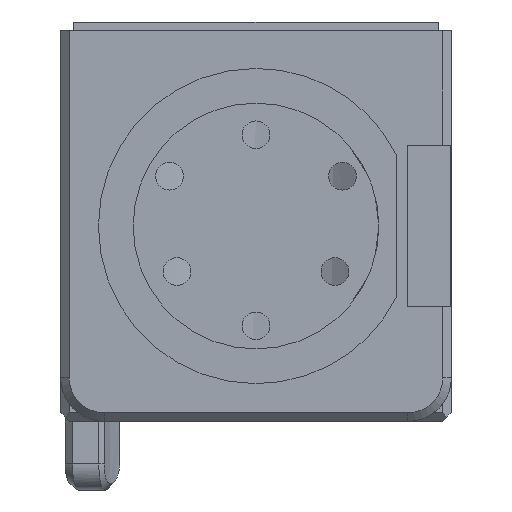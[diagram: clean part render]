
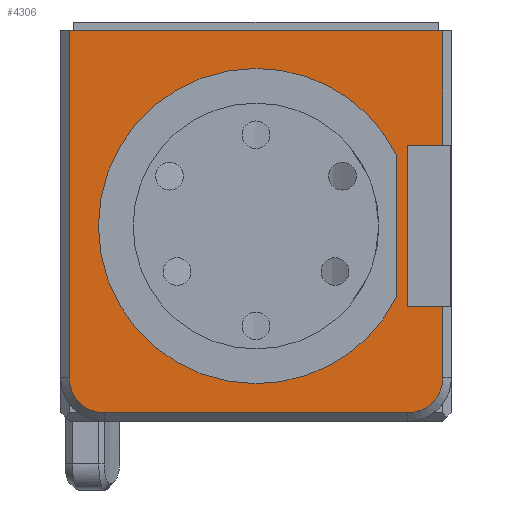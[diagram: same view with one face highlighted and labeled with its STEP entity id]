
A CAD part, front view. The second image highlights one B-rep face of the part: STEP entity #4306.
In plain terms, the highlighted planar face has unit normal (0, -1, 0).
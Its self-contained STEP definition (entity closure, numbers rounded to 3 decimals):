
#72 = DIRECTION ( 'NONE',  ( 0., 0., 1. ) ) ;
#96 = VERTEX_POINT ( 'NONE', #4571 ) ;
#169 = CARTESIAN_POINT ( 'NONE',  ( 17.5, 0., -17.5 ) ) ;
#220 = CIRCLE ( 'NONE', #5143, 4. ) ;
#223 = VERTEX_POINT ( 'NONE', #5295 ) ;
#231 = LINE ( 'NONE', #264, #3183 ) ;
#264 = CARTESIAN_POINT ( 'NONE',  ( 0., 0., -9.3 ) ) ;
#437 = CARTESIAN_POINT ( 'NONE',  ( 0., 0., 0. ) ) ;
#512 = DIRECTION ( 'NONE',  ( -1., 0., 0. ) ) ;
#540 = CARTESIAN_POINT ( 'NONE',  ( 16.15, 0., -8.283 ) ) ;
#608 = ORIENTED_EDGE ( 'NONE', *, *, #4280, .T. ) ;
#626 = CARTESIAN_POINT ( 'NONE',  ( 0., 0., -21.5 ) ) ;
#684 = CARTESIAN_POINT ( 'NONE',  ( -22.5, 0., 22.5 ) ) ;
#693 = CARTESIAN_POINT ( 'NONE',  ( 21.5, 0., 9.3 ) ) ;
#722 = VERTEX_POINT ( 'NONE', #4486 ) ;
#729 = VERTEX_POINT ( 'NONE', #3018 ) ;
#754 = CARTESIAN_POINT ( 'NONE',  ( -21.5, 0., 22.5 ) ) ;
#815 = LINE ( 'NONE', #1377, #3377 ) ;
#1012 = CARTESIAN_POINT ( 'NONE',  ( 16.15, 0., 8.283 ) ) ;
#1059 = FACE_OUTER_BOUND ( 'NONE', #5446, .T. ) ;
#1076 = VECTOR ( 'NONE', #3643, 1000. ) ;
#1328 = EDGE_CURVE ( 'NONE', #4576, #2305, #2597, .T. ) ;
#1346 = CARTESIAN_POINT ( 'NONE',  ( 0., 0., 0. ) ) ;
#1374 = DIRECTION ( 'NONE',  ( 0., 0., -1. ) ) ;
#1377 = CARTESIAN_POINT ( 'NONE',  ( 21.5, 0., 0. ) ) ;
#1378 = EDGE_CURVE ( 'NONE', #1453, #3285, #2856, .T. ) ;
#1381 = EDGE_CURVE ( 'NONE', #1747, #5168, #5122, .T. ) ;
#1434 = CARTESIAN_POINT ( 'NONE',  ( 21.5, 0., 0. ) ) ;
#1453 = VERTEX_POINT ( 'NONE', #6062 ) ;
#1698 = VECTOR ( 'NONE', #4633, 1000. ) ;
#1747 = VERTEX_POINT ( 'NONE', #1012 ) ;
#1837 = DIRECTION ( 'NONE',  ( 0., 0., 1. ) ) ;
#1920 = CIRCLE ( 'NONE', #5576, 18.15 ) ;
#1997 = CARTESIAN_POINT ( 'NONE',  ( 17.5, 0., -9.3 ) ) ;
#2044 = ORIENTED_EDGE ( 'NONE', *, *, #4258, .T. ) ;
#2196 = CARTESIAN_POINT ( 'NONE',  ( -17.5, 0., -17.5 ) ) ;
#2263 = DIRECTION ( 'NONE',  ( 0., 0., 1. ) ) ;
#2293 = EDGE_CURVE ( 'NONE', #5333, #96, #4544, .T. ) ;
#2305 = VERTEX_POINT ( 'NONE', #1997 ) ;
#2385 = CARTESIAN_POINT ( 'NONE',  ( 0., 0., 9.3 ) ) ;
#2570 = DIRECTION ( 'NONE',  ( 1., 0., 0. ) ) ;
#2597 = LINE ( 'NONE', #3066, #1698 ) ;
#2658 = VECTOR ( 'NONE', #3131, 1000. ) ;
#2690 = CARTESIAN_POINT ( 'NONE',  ( -21.5, 0., 0. ) ) ;
#2770 = AXIS2_PLACEMENT_3D ( 'NONE', #5533, #5050, #5440 ) ;
#2781 = ORIENTED_EDGE ( 'NONE', *, *, #6362, .F. ) ;
#2856 = CIRCLE ( 'NONE', #4627, 4. ) ;
#2876 = AXIS2_PLACEMENT_3D ( 'NONE', #1346, #2922, #3348 ) ;
#2922 = DIRECTION ( 'NONE',  ( 0., -1., 0. ) ) ;
#3018 = CARTESIAN_POINT ( 'NONE',  ( -21.5, 0., -17.5 ) ) ;
#3052 = ORIENTED_EDGE ( 'NONE', *, *, #1381, .T. ) ;
#3066 = CARTESIAN_POINT ( 'NONE',  ( 17.5, 0., 0. ) ) ;
#3068 = ORIENTED_EDGE ( 'NONE', *, *, #5403, .T. ) ;
#3098 = DIRECTION ( 'NONE',  ( 0., -1., 0. ) ) ;
#3117 = LINE ( 'NONE', #2690, #1076 ) ;
#3131 = DIRECTION ( 'NONE',  ( 0., 0., 1. ) ) ;
#3183 = VECTOR ( 'NONE', #5285, 1000. ) ;
#3241 = EDGE_LOOP ( 'NONE', ( #5625, #3052, #4031, #3274 ) ) ;
#3274 = ORIENTED_EDGE ( 'NONE', *, *, #2293, .F. ) ;
#3285 = VERTEX_POINT ( 'NONE', #6269 ) ;
#3348 = DIRECTION ( 'NONE',  ( 0., 0., -1. ) ) ;
#3377 = VECTOR ( 'NONE', #1837, 1000. ) ;
#3405 = LINE ( 'NONE', #2385, #5026 ) ;
#3443 = PLANE ( 'NONE',  #5584 ) ;
#3643 = DIRECTION ( 'NONE',  ( 0., 0., -1. ) ) ;
#3685 = VECTOR ( 'NONE', #3713, 1000. ) ;
#3713 = DIRECTION ( 'NONE',  ( 1., 0., 0. ) ) ;
#3742 = EDGE_CURVE ( 'NONE', #2305, #223, #231, .T. ) ;
#3774 = CARTESIAN_POINT ( 'NONE',  ( 0., 0., 18.15 ) ) ;
#3904 = EDGE_CURVE ( 'NONE', #5269, #729, #3117, .T. ) ;
#4031 = ORIENTED_EDGE ( 'NONE', *, *, #4074, .F. ) ;
#4074 = EDGE_CURVE ( 'NONE', #96, #5168, #1920, .T. ) ;
#4129 = VECTOR ( 'NONE', #2570, 1000. ) ;
#4189 = EDGE_CURVE ( 'NONE', #1747, #5333, #6109, .T. ) ;
#4258 = EDGE_CURVE ( 'NONE', #5704, #1453, #4946, .T. ) ;
#4280 = EDGE_CURVE ( 'NONE', #4924, #722, #5067, .T. ) ;
#4306 = ADVANCED_FACE ( 'NONE', ( #5580, #1059 ), #3443, .F. ) ;
#4321 = VECTOR ( 'NONE', #5672, 1000. ) ;
#4428 = DIRECTION ( 'NONE',  ( 0., -1., 0. ) ) ;
#4486 = CARTESIAN_POINT ( 'NONE',  ( 21.5, 0., 22.5 ) ) ;
#4544 = CIRCLE ( 'NONE', #2770, 18.15 ) ;
#4570 = DIRECTION ( 'NONE',  ( 0., 1., 0. ) ) ;
#4571 = CARTESIAN_POINT ( 'NONE',  ( 0., 0., -18.15 ) ) ;
#4576 = VERTEX_POINT ( 'NONE', #5385 ) ;
#4582 = CARTESIAN_POINT ( 'NONE',  ( -17.5, 0., -21.5 ) ) ;
#4627 = AXIS2_PLACEMENT_3D ( 'NONE', #169, #3098, #5539 ) ;
#4633 = DIRECTION ( 'NONE',  ( 0., 0., -1. ) ) ;
#4657 = ORIENTED_EDGE ( 'NONE', *, *, #3904, .T. ) ;
#4700 = ORIENTED_EDGE ( 'NONE', *, *, #3742, .F. ) ;
#4759 = DIRECTION ( 'NONE',  ( 0., -1., 0. ) ) ;
#4924 = VERTEX_POINT ( 'NONE', #693 ) ;
#4946 = LINE ( 'NONE', #626, #4129 ) ;
#5026 = VECTOR ( 'NONE', #512, 1000. ) ;
#5050 = DIRECTION ( 'NONE',  ( 0., -1., 0. ) ) ;
#5067 = LINE ( 'NONE', #1434, #2658 ) ;
#5111 = ORIENTED_EDGE ( 'NONE', *, *, #1378, .T. ) ;
#5122 = LINE ( 'NONE', #5605, #4321 ) ;
#5143 = AXIS2_PLACEMENT_3D ( 'NONE', #2196, #4759, #2263 ) ;
#5168 = VERTEX_POINT ( 'NONE', #540 ) ;
#5269 = VERTEX_POINT ( 'NONE', #754 ) ;
#5279 = LINE ( 'NONE', #684, #3685 ) ;
#5285 = DIRECTION ( 'NONE',  ( 1., 0., 0. ) ) ;
#5295 = CARTESIAN_POINT ( 'NONE',  ( 21.5, 0., -9.3 ) ) ;
#5333 = VERTEX_POINT ( 'NONE', #3774 ) ;
#5385 = CARTESIAN_POINT ( 'NONE',  ( 17.5, 0., 9.3 ) ) ;
#5398 = EDGE_CURVE ( 'NONE', #5269, #722, #5279, .T. ) ;
#5403 = EDGE_CURVE ( 'NONE', #729, #5704, #220, .T. ) ;
#5440 = DIRECTION ( 'NONE',  ( 0., 0., -1. ) ) ;
#5446 = EDGE_LOOP ( 'NONE', ( #2781, #608, #5627, #4657, #3068, #2044, #5111, #5524, #4700, #6297 ) ) ;
#5524 = ORIENTED_EDGE ( 'NONE', *, *, #5600, .T. ) ;
#5533 = CARTESIAN_POINT ( 'NONE',  ( 0., 0., 0. ) ) ;
#5539 = DIRECTION ( 'NONE',  ( 0., 0., 1. ) ) ;
#5576 = AXIS2_PLACEMENT_3D ( 'NONE', #5757, #4428, #1374 ) ;
#5580 = FACE_BOUND ( 'NONE', #3241, .T. ) ;
#5584 = AXIS2_PLACEMENT_3D ( 'NONE', #437, #4570, #72 ) ;
#5600 = EDGE_CURVE ( 'NONE', #3285, #223, #815, .T. ) ;
#5605 = CARTESIAN_POINT ( 'NONE',  ( 16.15, 0., 0. ) ) ;
#5625 = ORIENTED_EDGE ( 'NONE', *, *, #4189, .F. ) ;
#5627 = ORIENTED_EDGE ( 'NONE', *, *, #5398, .F. ) ;
#5672 = DIRECTION ( 'NONE',  ( 0., 0., -1. ) ) ;
#5704 = VERTEX_POINT ( 'NONE', #4582 ) ;
#5757 = CARTESIAN_POINT ( 'NONE',  ( 0., 0., 0. ) ) ;
#6062 = CARTESIAN_POINT ( 'NONE',  ( 17.5, 0., -21.5 ) ) ;
#6109 = CIRCLE ( 'NONE', #2876, 18.15 ) ;
#6269 = CARTESIAN_POINT ( 'NONE',  ( 21.5, 0., -17.5 ) ) ;
#6297 = ORIENTED_EDGE ( 'NONE', *, *, #1328, .F. ) ;
#6362 = EDGE_CURVE ( 'NONE', #4924, #4576, #3405, .T. ) ;
